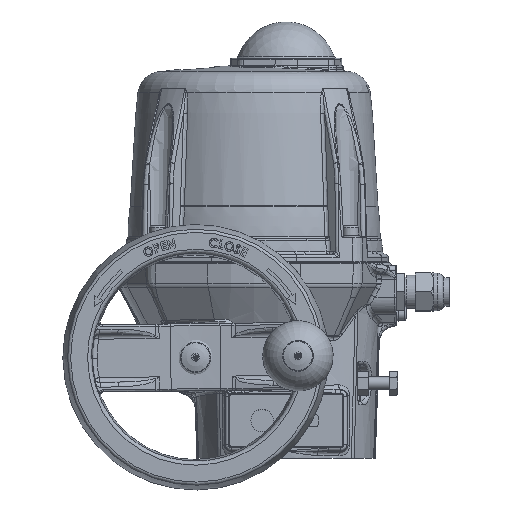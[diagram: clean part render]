
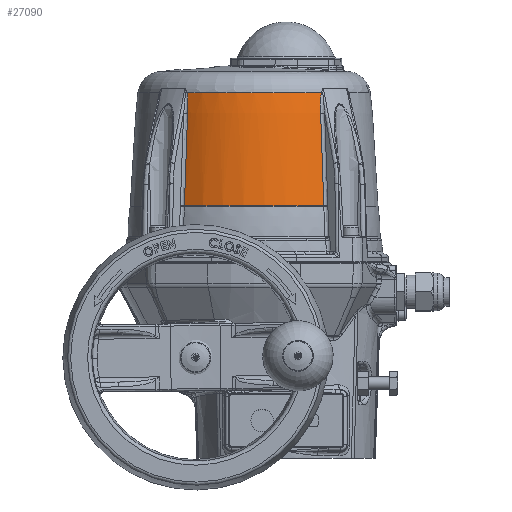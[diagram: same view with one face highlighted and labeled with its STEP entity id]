
A CAD part, top view. The second image highlights one B-rep face of the part: STEP entity #27090.
In plain terms, the highlighted toroidal (fillet/blend) face has major radius 830.547 mm and minor radius 908.797 mm.
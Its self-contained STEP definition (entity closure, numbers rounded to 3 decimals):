
#93=DEGENERATE_TOROIDAL_SURFACE('',#29617,830.547,908.797,
 .F.);
#854=B_SPLINE_CURVE_WITH_KNOTS('',3,(#45254,#45255,#45256,#45257,#45258,
#45259,#45260,#45261,#45262,#45263,#45264,#45265,#45266,#45267,#45268,#45269,
#45270,#45271),.UNSPECIFIED.,.F.,.F.,(4,1,1,1,1,1,1,1,1,1,1,1,1,1,1,4),
(0.,0.25,0.375,0.438,0.469,0.5,0.531,0.563,0.625,0.688,0.719,0.75,
0.781,0.813,0.875,1.),.UNSPECIFIED.);
#856=B_SPLINE_CURVE_WITH_KNOTS('',3,(#45284,#45285,#45286,#45287,#45288,
#45289,#45290,#45291,#45292,#45293,#45294,#45295,#45296,#45297,#45298,#45299,
#45300,#45301,#45302,#45303,#45304,#45305,#45306),.UNSPECIFIED.,.F.,.F.,
(4,1,1,1,1,1,1,1,1,1,1,1,1,1,1,1,1,1,1,1,4),(0.,0.125,0.188,0.219,0.234,
0.25,0.266,0.281,0.313,0.375,0.438,0.469,0.5,0.531,0.563,0.625,
0.688,0.75,0.813,0.875,1.),.UNSPECIFIED.);
#857=B_SPLINE_CURVE_WITH_KNOTS('',3,(#45308,#45309,#45310,#45311,#45312,
#45313,#45314,#45315,#45316,#45317,#45318),.UNSPECIFIED.,.F.,.F.,(4,1,1,
1,1,1,1,1,4),(0.,0.25,0.375,0.438,0.5,0.563,0.625,0.75,1.),
 .UNSPECIFIED.);
#858=B_SPLINE_CURVE_WITH_KNOTS('',3,(#45322,#45323,#45324,#45325,#45326,
#45327,#45328,#45329,#45330,#45331,#45332),.UNSPECIFIED.,.F.,.F.,(4,1,1,
1,1,1,1,1,4),(0.,0.25,0.375,0.438,0.5,0.563,0.625,0.75,1.),
 .UNSPECIFIED.);
#7255=ORIENTED_EDGE('',*,*,#14347,.F.);
#7256=ORIENTED_EDGE('',*,*,#14348,.T.);
#7257=ORIENTED_EDGE('',*,*,#14349,.T.);
#7258=ORIENTED_EDGE('',*,*,#14350,.T.);
#7259=ORIENTED_EDGE('',*,*,#14351,.T.);
#7260=ORIENTED_EDGE('',*,*,#14344,.T.);
#14344=EDGE_CURVE('',#18617,#18615,#854,.T.);
#14347=EDGE_CURVE('',#18619,#18615,#21452,.T.);
#14348=EDGE_CURVE('',#18619,#18620,#856,.T.);
#14349=EDGE_CURVE('',#18620,#18621,#857,.T.);
#14350=EDGE_CURVE('',#18621,#18622,#21453,.T.);
#14351=EDGE_CURVE('',#18622,#18617,#858,.T.);
#18615=VERTEX_POINT('',#45211);
#18617=VERTEX_POINT('',#45272);
#18619=VERTEX_POINT('',#45283);
#18620=VERTEX_POINT('',#45307);
#18621=VERTEX_POINT('',#45319);
#18622=VERTEX_POINT('',#45321);
#21452=CIRCLE('',#29618,72.62);
#21453=CIRCLE('',#29619,77.748);
#23221=EDGE_LOOP('',(#7255,#7256,#7257,#7258,#7259,#7260));
#24963=FACE_BOUND('',#23221,.T.);
#27090=ADVANCED_FACE('',(#24963),#93,.F.);
#29617=AXIS2_PLACEMENT_3D('',#45281,#33904,#33905);
#29618=AXIS2_PLACEMENT_3D('',#45282,#33906,#33907);
#29619=AXIS2_PLACEMENT_3D('',#45320,#33908,#33909);
#33904=DIRECTION('',(0.,1.,0.));
#33905=DIRECTION('',(-1.,0.,0.));
#33906=DIRECTION('',(0.,1.,0.));
#33907=DIRECTION('',(-1.,0.,0.));
#33908=DIRECTION('',(0.,1.,0.));
#33909=DIRECTION('',(1.,0.,0.));
#45211=CARTESIAN_POINT('',(42.057,155.95,59.202));
#45254=CARTESIAN_POINT('',(41.585,142.99,61.18));
#45255=CARTESIAN_POINT('',(41.516,144.195,61.086));
#45256=CARTESIAN_POINT('',(41.444,145.915,60.928));
#45257=CARTESIAN_POINT('',(41.416,147.779,60.716));
#45258=CARTESIAN_POINT('',(41.416,148.666,60.605));
#45259=CARTESIAN_POINT('',(41.42,149.175,60.538));
#45260=CARTESIAN_POINT('',(41.425,149.516,60.492));
#45261=CARTESIAN_POINT('',(41.434,149.987,60.426));
#45262=CARTESIAN_POINT('',(41.449,150.553,60.343));
#45263=CARTESIAN_POINT('',(41.477,151.253,60.234));
#45264=CARTESIAN_POINT('',(41.513,151.905,60.124));
#45265=CARTESIAN_POINT('',(41.55,152.426,60.031));
#45266=CARTESIAN_POINT('',(41.576,152.757,59.969));
#45267=CARTESIAN_POINT('',(41.622,153.265,59.87));
#45268=CARTESIAN_POINT('',(41.685,153.847,59.749));
#45269=CARTESIAN_POINT('',(41.814,154.826,59.528));
#45270=CARTESIAN_POINT('',(41.952,155.531,59.334));
#45271=CARTESIAN_POINT('',(42.057,155.95,59.202));
#45272=CARTESIAN_POINT('',(41.585,142.99,61.18));
#45281=CARTESIAN_POINT('',(0.,54.95,0.));
#45282=CARTESIAN_POINT('',(0.,155.95,0.));
#45283=CARTESIAN_POINT('',(-42.057,155.95,59.202));
#45284=CARTESIAN_POINT('',(-42.057,155.95,59.202));
#45285=CARTESIAN_POINT('',(-41.952,155.531,59.334));
#45286=CARTESIAN_POINT('',(-41.813,154.821,59.529));
#45287=CARTESIAN_POINT('',(-41.685,153.853,59.748));
#45288=CARTESIAN_POINT('',(-41.629,153.328,59.857));
#45289=CARTESIAN_POINT('',(-41.6,153.027,59.917));
#45290=CARTESIAN_POINT('',(-41.578,152.771,59.966));
#45291=CARTESIAN_POINT('',(-41.564,152.607,59.997));
#45292=CARTESIAN_POINT('',(-41.544,152.352,60.044));
#45293=CARTESIAN_POINT('',(-41.514,151.913,60.123));
#45294=CARTESIAN_POINT('',(-41.476,151.252,60.234));
#45295=CARTESIAN_POINT('',(-41.449,150.556,60.343));
#45296=CARTESIAN_POINT('',(-41.434,149.989,60.426));
#45297=CARTESIAN_POINT('',(-41.425,149.524,60.491));
#45298=CARTESIAN_POINT('',(-41.42,149.16,60.54));
#45299=CARTESIAN_POINT('',(-41.416,148.629,60.61));
#45300=CARTESIAN_POINT('',(-41.417,147.96,60.693));
#45301=CARTESIAN_POINT('',(-41.426,147.137,60.789));
#45302=CARTESIAN_POINT('',(-41.445,146.249,60.885));
#45303=CARTESIAN_POINT('',(-41.469,145.484,60.962));
#45304=CARTESIAN_POINT('',(-41.511,144.393,61.065));
#45305=CARTESIAN_POINT('',(-41.552,143.559,61.136));
#45306=CARTESIAN_POINT('',(-41.585,142.99,61.18));
#45307=CARTESIAN_POINT('',(-41.585,142.99,61.18));
#45308=CARTESIAN_POINT('',(-41.585,142.99,61.18));
#45309=CARTESIAN_POINT('',(-41.857,138.255,61.553));
#45310=CARTESIAN_POINT('',(-42.228,131.093,62.076));
#45311=CARTESIAN_POINT('',(-42.593,122.624,62.62));
#45312=CARTESIAN_POINT('',(-42.781,117.765,62.911));
#45313=CARTESIAN_POINT('',(-42.913,114.074,63.121));
#45314=CARTESIAN_POINT('',(-43.031,110.492,63.315));
#45315=CARTESIAN_POINT('',(-43.176,105.671,63.561));
#45316=CARTESIAN_POINT('',(-43.394,97.239,63.956));
#45317=CARTESIAN_POINT('',(-43.519,89.983,64.233));
#45318=CARTESIAN_POINT('',(-43.575,85.139,64.39));
#45319=CARTESIAN_POINT('',(-43.575,85.139,64.39));
#45320=CARTESIAN_POINT('',(0.,85.139,0.));
#45321=CARTESIAN_POINT('',(43.575,85.139,64.39));
#45322=CARTESIAN_POINT('',(43.575,85.139,64.39));
#45323=CARTESIAN_POINT('',(43.519,89.984,64.233));
#45324=CARTESIAN_POINT('',(43.394,97.24,63.956));
#45325=CARTESIAN_POINT('',(43.176,105.673,63.561));
#45326=CARTESIAN_POINT('',(43.031,110.495,63.315));
#45327=CARTESIAN_POINT('',(42.913,114.078,63.121));
#45328=CARTESIAN_POINT('',(42.781,117.768,62.911));
#45329=CARTESIAN_POINT('',(42.593,122.626,62.62));
#45330=CARTESIAN_POINT('',(42.228,131.095,62.076));
#45331=CARTESIAN_POINT('',(41.857,138.255,61.553));
#45332=CARTESIAN_POINT('',(41.585,142.99,61.18));
